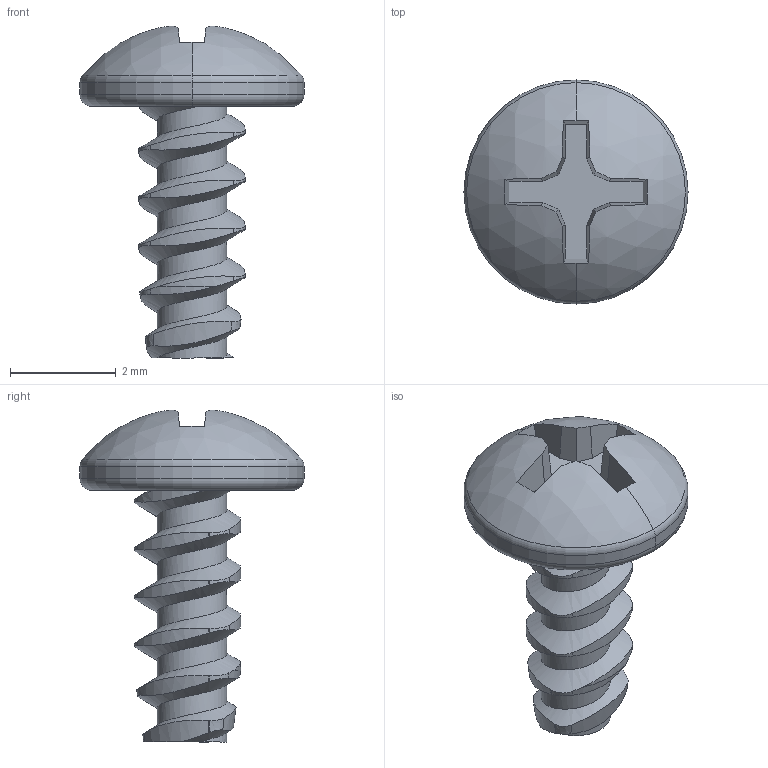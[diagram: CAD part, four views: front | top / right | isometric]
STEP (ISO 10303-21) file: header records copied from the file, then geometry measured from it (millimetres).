
FILE_DESCRIPTION (( 'STEP AP203' ), '1' );
FILE_NAME ('99461A171_Phillips Rounded Head Thread-Forming Screws.STEP', '2022-05-04T13:07:51', ( 'Administrator' ), ( 'Managed by Terraform' ), 'SwSTEP 2.0', 'SolidWorks 2017', '' );
FILE_SCHEMA (( 'CONFIG_CONTROL_DESIGN' ));
Length unit declared in the file: inch
Products named in the file (1): 99461A171_Phillips Rounded Head Thread-Forming Screws
Bounding box: 4.24 x 4.24 x 6.28 mm (x, y, z)
Volume: 23 mm3; surface area: 75.3 mm2
Topology: 1 solids, 1 shells, 73 faces, 226 edges, 156 vertices
Faces by surface type: cylinder 28, plane 23, cone 13, torus 4, bspline 3, sphere 2
Entity records: 3689 total; most frequent: CARTESIAN_POINT 1773, ORIENTED_EDGE 452, DIRECTION 303, EDGE_CURVE 226, VERTEX_POINT 156, AXIS2_PLACEMENT_3D 112, B_SPLINE_CURVE_WITH_KNOTS 94, VECTOR 79
